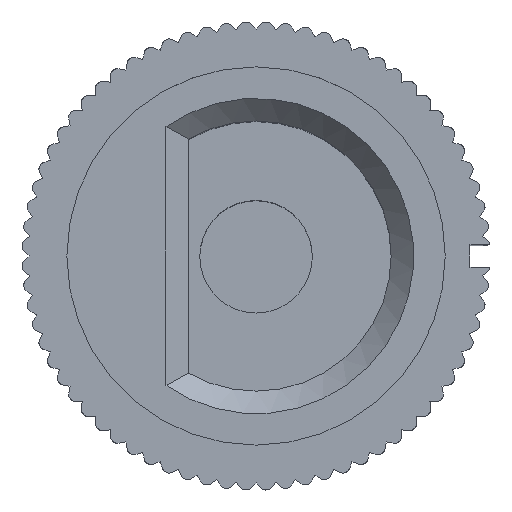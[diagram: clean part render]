
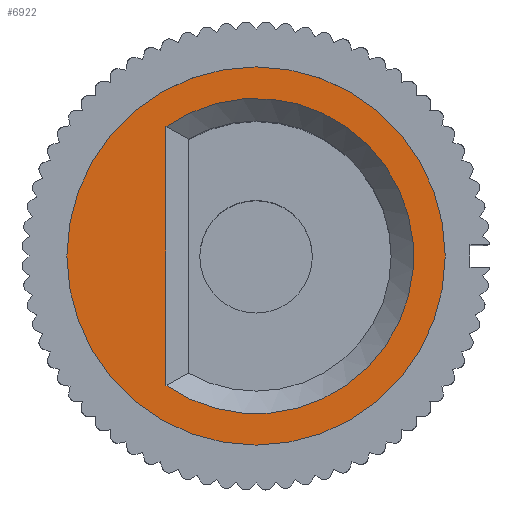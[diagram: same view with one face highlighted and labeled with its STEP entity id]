
A CAD part, top view. The second image highlights one B-rep face of the part: STEP entity #6922.
In plain terms, the highlighted planar face has unit normal (0, 0, 1).
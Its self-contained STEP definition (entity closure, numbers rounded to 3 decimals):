
#303=FACE_BOUND('',#916,.T.);
#307=CIRCLE('',#7316,3.5);
#308=CIRCLE('',#7319,4.2);
#541=FACE_OUTER_BOUND('',#915,.T.);
#915=EDGE_LOOP('',(#4190));
#916=EDGE_LOOP('',(#4191,#4192));
#1861=LINE('',#8722,#2097);
#2097=VECTOR('',#7706,10.);
#2333=VERTEX_POINT('',#8720);
#2334=VERTEX_POINT('',#8721);
#2339=VERTEX_POINT('',#8744);
#3071=EDGE_CURVE('',#2333,#2334,#1861,.T.);
#3076=EDGE_CURVE('',#2334,#2333,#307,.T.);
#3080=EDGE_CURVE('',#2339,#2339,#308,.T.);
#4190=ORIENTED_EDGE('',*,*,#3080,.F.);
#4191=ORIENTED_EDGE('',*,*,#3071,.F.);
#4192=ORIENTED_EDGE('',*,*,#3076,.F.);
#6394=PLANE('',#7318);
#6922=ADVANCED_FACE('',(#541,#303),#6394,.T.);
#7316=AXIS2_PLACEMENT_3D('',#8736,#7712,#7713);
#7318=AXIS2_PLACEMENT_3D('',#8743,#7719,#7720);
#7319=AXIS2_PLACEMENT_3D('',#8745,#7721,#7722);
#7706=DIRECTION('',(0.,-1.,0.));
#7712=DIRECTION('center_axis',(0.,0.,1.));
#7713=DIRECTION('ref_axis',(0.5,0.866,0.));
#7719=DIRECTION('center_axis',(0.,0.,1.));
#7720=DIRECTION('ref_axis',(1.,0.,0.));
#7721=DIRECTION('center_axis',(0.,0.,
-1.));
#7722=DIRECTION('ref_axis',(1.,0.,0.));
#8720=CARTESIAN_POINT('',(-2.,2.872,-0.2));
#8721=CARTESIAN_POINT('',(-2.,-2.872,-0.2));
#8722=CARTESIAN_POINT('',(-2.,-1.299,-0.2));
#8736=CARTESIAN_POINT('Origin',(0.,0.,-0.2));
#8743=CARTESIAN_POINT('Origin',(0.,0.,-0.2));
#8744=CARTESIAN_POINT('',(-4.2,0.,-0.2));
#8745=CARTESIAN_POINT('Origin',(0.,0.,-0.2));
